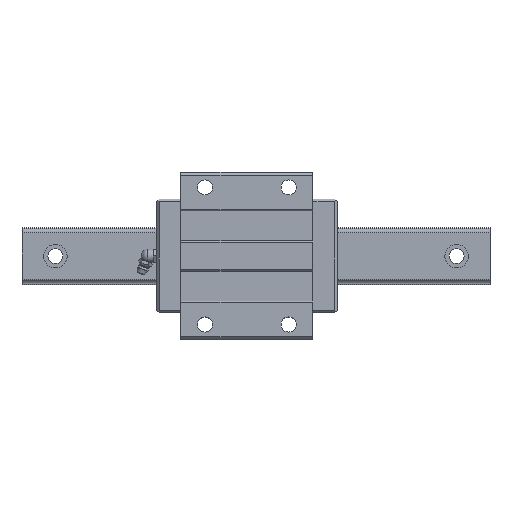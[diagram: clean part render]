
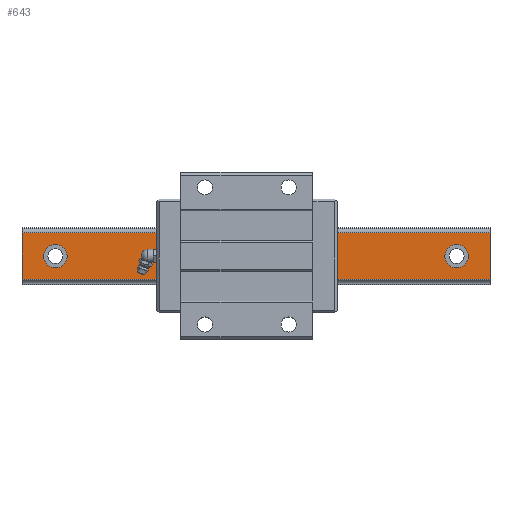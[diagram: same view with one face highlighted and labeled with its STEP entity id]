
A CAD part, top view. The second image highlights one B-rep face of the part: STEP entity #643.
In plain terms, the highlighted planar face has unit normal (0, 0, 1).
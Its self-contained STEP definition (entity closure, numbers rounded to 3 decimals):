
#181=FACE_BOUND('',#1129,.T.);
#182=FACE_BOUND('',#1130,.T.);
#183=FACE_BOUND('',#1131,.T.);
#184=FACE_BOUND('',#1132,.T.);
#185=FACE_BOUND('',#1133,.T.);
#643=ADVANCED_FACE('',(#181,#182,#183,#184,#185),#774,.F.);
#774=PLANE('',#4068);
#1129=EDGE_LOOP('',(#2244));
#1130=EDGE_LOOP('',(#2245));
#1131=EDGE_LOOP('',(#2246));
#1132=EDGE_LOOP('',(#2247));
#1133=EDGE_LOOP('',(#2248,#2249,#2250,#2251));
#1270=CIRCLE('',#4064,7.);
#1271=CIRCLE('',#4065,7.);
#1272=CIRCLE('',#4066,7.);
#1273=CIRCLE('',#4067,7.);
#2244=ORIENTED_EDGE('',*,*,#3295,.T.);
#2245=ORIENTED_EDGE('',*,*,#3296,.T.);
#2246=ORIENTED_EDGE('',*,*,#3297,.T.);
#2247=ORIENTED_EDGE('',*,*,#3298,.T.);
#2248=ORIENTED_EDGE('',*,*,#3299,.T.);
#2249=ORIENTED_EDGE('',*,*,#3300,.F.);
#2250=ORIENTED_EDGE('',*,*,#3301,.F.);
#2251=ORIENTED_EDGE('',*,*,#3293,.T.);
#2760=VERTEX_POINT('',#7908);
#2761=VERTEX_POINT('',#7910);
#2762=VERTEX_POINT('',#7914);
#2763=VERTEX_POINT('',#7916);
#2764=VERTEX_POINT('',#7918);
#2765=VERTEX_POINT('',#7920);
#2766=VERTEX_POINT('',#7922);
#2767=VERTEX_POINT('',#7924);
#3293=EDGE_CURVE('',#2761,#2760,#3559,.T.);
#3295=EDGE_CURVE('',#2762,#2762,#1270,.T.);
#3296=EDGE_CURVE('',#2763,#2763,#1271,.T.);
#3297=EDGE_CURVE('',#2764,#2764,#1272,.T.);
#3298=EDGE_CURVE('',#2765,#2765,#1273,.T.);
#3299=EDGE_CURVE('',#2760,#2766,#3560,.T.);
#3300=EDGE_CURVE('',#2767,#2766,#3561,.T.);
#3301=EDGE_CURVE('',#2761,#2767,#3562,.T.);
#3559=LINE('',#7909,#3779);
#3560=LINE('',#7921,#3780);
#3561=LINE('',#7923,#3781);
#3562=LINE('',#7925,#3782);
#3779=VECTOR('',#4853,1.);
#3780=VECTOR('',#4866,1.);
#3781=VECTOR('',#4867,1.);
#3782=VECTOR('',#4868,1.);
#4064=AXIS2_PLACEMENT_3D('',#7913,#4858,#4859);
#4065=AXIS2_PLACEMENT_3D('',#7915,#4860,#4861);
#4066=AXIS2_PLACEMENT_3D('',#7917,#4862,#4863);
#4067=AXIS2_PLACEMENT_3D('',#7919,#4864,#4865);
#4068=AXIS2_PLACEMENT_3D('',#7926,#4869,#4870);
#4853=DIRECTION('',(-1.,0.,0.));
#4858=DIRECTION('',(0.,0.,-1.));
#4859=DIRECTION('',(-1.,0.,0.));
#4860=DIRECTION('',(0.,0.,-1.));
#4861=DIRECTION('',(-1.,0.,0.));
#4862=DIRECTION('',(0.,0.,-1.));
#4863=DIRECTION('',(-1.,0.,0.));
#4864=DIRECTION('',(0.,0.,-1.));
#4865=DIRECTION('',(-1.,0.,0.));
#4866=DIRECTION('',(0.,-1.,0.));
#4867=DIRECTION('',(-1.,0.,0.));
#4868=DIRECTION('',(0.,-1.,0.));
#4869=DIRECTION('',(0.,0.,-1.));
#4870=DIRECTION('',(-1.,0.,0.));
#7908=CARTESIAN_POINT('',(119.689,-689.519,26.));
#7909=CARTESIAN_POINT('',(334.689,-689.519,26.));
#7910=CARTESIAN_POINT('',(399.689,-689.519,26.));
#7913=CARTESIAN_POINT('',(379.689,-703.537,26.));
#7914=CARTESIAN_POINT('',(372.689,-703.537,26.));
#7915=CARTESIAN_POINT('',(299.689,-703.537,26.));
#7916=CARTESIAN_POINT('',(292.689,-703.537,26.));
#7917=CARTESIAN_POINT('',(219.689,-703.537,26.));
#7918=CARTESIAN_POINT('',(212.689,-703.537,26.));
#7919=CARTESIAN_POINT('',(139.689,-703.537,26.));
#7920=CARTESIAN_POINT('',(132.689,-703.537,26.));
#7921=CARTESIAN_POINT('',(119.689,-689.519,26.));
#7922=CARTESIAN_POINT('',(119.689,-717.555,26.));
#7923=CARTESIAN_POINT('',(334.689,-717.555,26.));
#7924=CARTESIAN_POINT('',(399.689,-717.555,26.));
#7925=CARTESIAN_POINT('',(399.689,-689.519,26.));
#7926=CARTESIAN_POINT('',(334.689,-689.519,26.));
